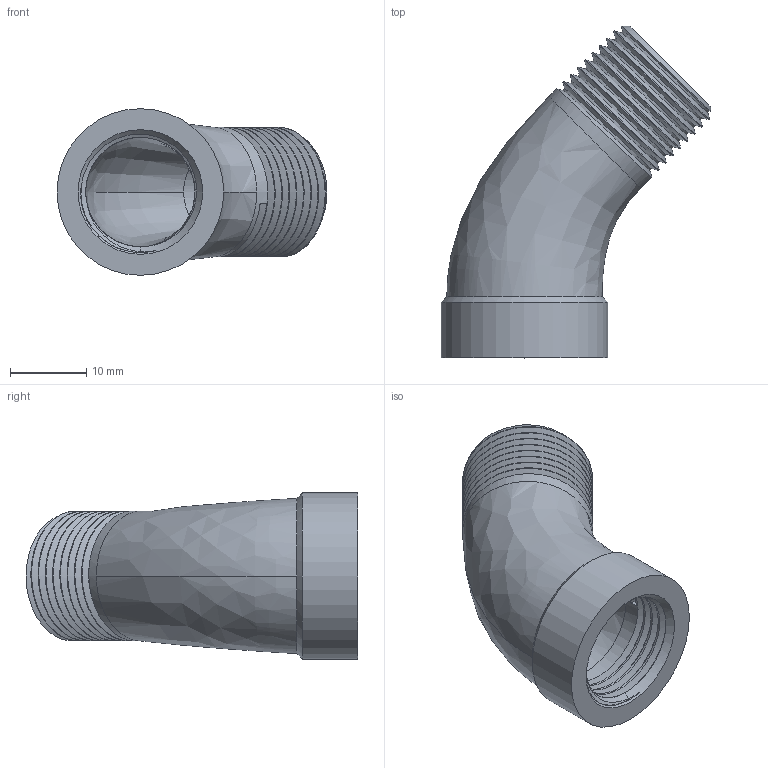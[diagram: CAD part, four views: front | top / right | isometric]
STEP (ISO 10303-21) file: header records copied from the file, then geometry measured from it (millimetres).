
FILE_DESCRIPTION(/* description */ ('Unknown'),/* implementation_level */ '2;1');
FILE_NAME(/* name */ '20201118-R-306-L013-DN10',/* time_stamp */ '2020-11-18T10:37:48+08:00',/* author */ ('Unknown'),/* organization */ ('Unknown'),/* preprocessor_version */ 'ST-DEVELOPER v16.7',/* originating_system */ 'DEX',/* authorisation */ $);
FILE_SCHEMA (('AUTOMOTIVE_DESIGN {1 0 10303 214 3 1 1}'));
Length unit declared in the file: millimetre
Products named in the file (1): R-306-DN10
Bounding box: 35.3 x 43.4 x 21.8 mm (x, y, z)
Volume: 6725.3 mm3; surface area: 5150 mm2
Topology: 1 solids, 1 shells, 34 faces, 131 edges, 99 vertices
Faces by surface type: cylinder 18, bspline 8, plane 4, cone 4
Full cylindrical faces by diameter (mm): 10 x1, 14.3 x4, 17 x8, 21.8 x1
Entity records: 6275 total; most frequent: CARTESIAN_POINT 5570, ORIENTED_EDGE 218, EDGE_CURVE 109, VERTEX_POINT 97, DIRECTION 59, B_SPLINE_CURVE_WITH_KNOTS 34, EDGE_LOOP 30, FACE_BOUND 30
